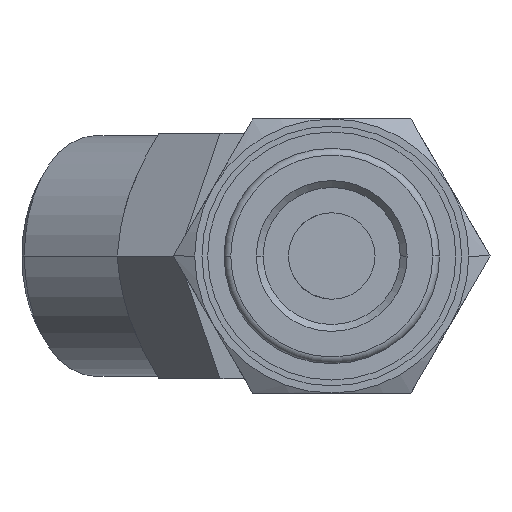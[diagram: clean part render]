
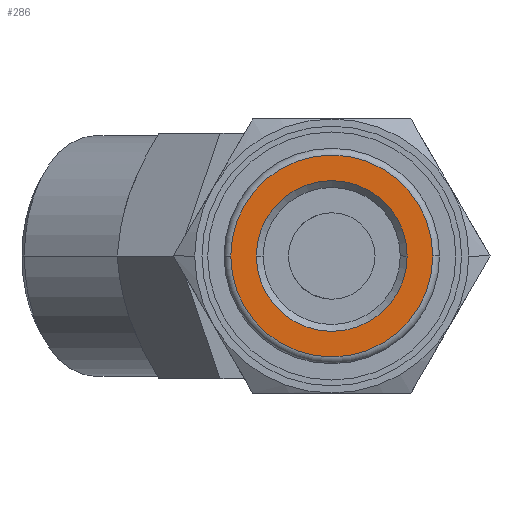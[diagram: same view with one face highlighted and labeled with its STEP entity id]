
A CAD part, front view. The second image highlights one B-rep face of the part: STEP entity #286.
In plain terms, the highlighted planar face has unit normal (0, -1, 0).
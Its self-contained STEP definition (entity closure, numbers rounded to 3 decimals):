
#286=ADVANCED_FACE('',(#583,#584),#585,.T.);
#583=FACE_BOUND('',#878,.T.);
#584=FACE_OUTER_BOUND('',#879,.T.);
#585=PLANE('',#880);
#878=EDGE_LOOP('',(#1612,#1613));
#879=EDGE_LOOP('',(#1614,#1615));
#880=AXIS2_PLACEMENT_3D('',#1616,#1617,#1618);
#1612=ORIENTED_EDGE('',*,*,#1967,.T.);
#1613=ORIENTED_EDGE('',*,*,#1956,.T.);
#1614=ORIENTED_EDGE('',*,*,#1762,.T.);
#1615=ORIENTED_EDGE('',*,*,#1942,.T.);
#1616=CARTESIAN_POINT('',(0.0,0.0,0.0));
#1617=DIRECTION('',(0.0,-1.0,0.0));
#1618=DIRECTION('',(1.0,0.0,0.));
#1762=EDGE_CURVE('',#2114,#2116,#2118,.T.);
#1942=EDGE_CURVE('',#2116,#2114,#2361,.T.);
#1956=EDGE_CURVE('',#2373,#2375,#2377,.T.);
#1967=EDGE_CURVE('',#2375,#2373,#2389,.T.);
#2114=VERTEX_POINT('',#2658);
#2116=VERTEX_POINT('',#2661);
#2118=CIRCLE('',#2664,7.0);
#2361=CIRCLE('',#3198,7.0);
#2373=VERTEX_POINT('',#3223);
#2375=VERTEX_POINT('',#3226);
#2377=CIRCLE('',#3229,5.225);
#2389=CIRCLE('',#3243,5.225);
#2658=CARTESIAN_POINT('',(-7.0,0.0,0.));
#2661=CARTESIAN_POINT('',(7.0,0.0,0.));
#2664=AXIS2_PLACEMENT_3D('',#3373,#3374,#3375);
#3198=AXIS2_PLACEMENT_3D('',#3584,#3585,#3586);
#3223=CARTESIAN_POINT('',(-5.225,0.0,0.));
#3226=CARTESIAN_POINT('',(5.225,0.0,0.0));
#3229=AXIS2_PLACEMENT_3D('',#3594,#3595,#3596);
#3243=AXIS2_PLACEMENT_3D('',#3605,#3606,#3607);
#3373=CARTESIAN_POINT('',(0.0,0.0,0.0));
#3374=DIRECTION('',(0.0,-1.0,-0.0));
#3375=DIRECTION('',(-1.0,0.0,0.));
#3584=CARTESIAN_POINT('',(0.0,0.0,0.0));
#3585=DIRECTION('',(0.0,-1.0,-0.0));
#3586=DIRECTION('',(-1.0,0.0,0.));
#3594=CARTESIAN_POINT('',(0.0,0.0,0.0));
#3595=DIRECTION('',(0.0,1.0,0.0));
#3596=DIRECTION('',(-1.0,0.0,0.));
#3605=CARTESIAN_POINT('',(0.0,0.0,0.0));
#3606=DIRECTION('',(0.0,1.0,0.0));
#3607=DIRECTION('',(-1.0,0.0,0.));
